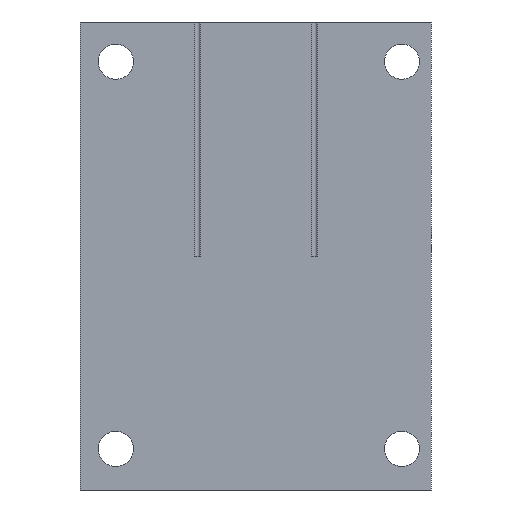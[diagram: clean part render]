
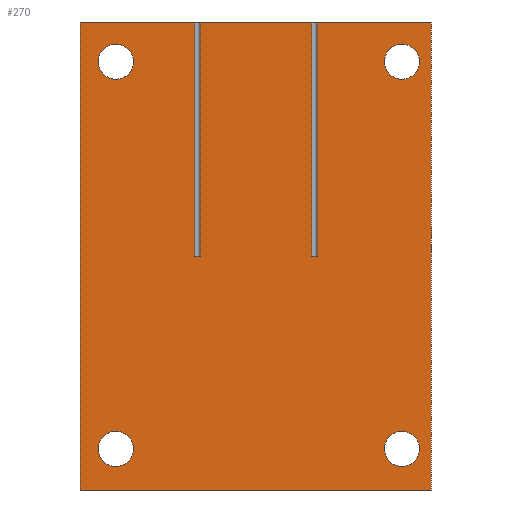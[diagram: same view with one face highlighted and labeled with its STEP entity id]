
A CAD part, front view. The second image highlights one B-rep face of the part: STEP entity #270.
In plain terms, the highlighted planar face has unit normal (0, -1, 0).
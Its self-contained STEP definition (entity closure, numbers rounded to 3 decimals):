
#20=LINE('',#402,#40);
#24=LINE('',#411,#44);
#27=LINE('',#417,#47);
#30=LINE('',#423,#50);
#32=LINE('',#426,#52);
#33=LINE('',#430,#53);
#34=LINE('',#434,#54);
#35=LINE('',#439,#55);
#36=LINE('',#440,#56);
#37=LINE('',#442,#57);
#38=LINE('',#447,#58);
#39=LINE('',#448,#59);
#40=VECTOR('',#333,1000.);
#44=VECTOR('',#339,1000.);
#47=VECTOR('',#344,1000.);
#50=VECTOR('',#349,1000.);
#52=VECTOR('',#351,1000.);
#53=VECTOR('',#354,1000.);
#54=VECTOR('',#359,1000.);
#55=VECTOR('',#364,1000.);
#56=VECTOR('',#365,1000.);
#57=VECTOR('',#368,1000.);
#58=VECTOR('',#373,1000.);
#59=VECTOR('',#374,1000.);
#67=PLANE('',#308);
#114=ORIENTED_EDGE('',*,*,#132,.T.);
#115=ORIENTED_EDGE('',*,*,#134,.T.);
#116=ORIENTED_EDGE('',*,*,#136,.T.);
#117=ORIENTED_EDGE('',*,*,#163,.T.);
#118=ORIENTED_EDGE('',*,*,#156,.T.);
#119=ORIENTED_EDGE('',*,*,#150,.T.);
#120=ORIENTED_EDGE('',*,*,#145,.T.);
#121=ORIENTED_EDGE('',*,*,#138,.T.);
#122=ORIENTED_EDGE('',*,*,#142,.T.);
#123=ORIENTED_EDGE('',*,*,#148,.T.);
#124=ORIENTED_EDGE('',*,*,#161,.T.);
#125=ORIENTED_EDGE('',*,*,#158,.T.);
#126=ORIENTED_EDGE('',*,*,#160,.T.);
#127=ORIENTED_EDGE('',*,*,#152,.T.);
#128=ORIENTED_EDGE('',*,*,#157,.T.);
#129=ORIENTED_EDGE('',*,*,#154,.T.);
#132=EDGE_CURVE('',#164,#164,#188,.T.);
#134=EDGE_CURVE('',#166,#166,#190,.T.);
#136=EDGE_CURVE('',#168,#168,#192,.T.);
#138=EDGE_CURVE('',#170,#171,#20,.T.);
#142=EDGE_CURVE('',#171,#174,#24,.T.);
#145=EDGE_CURVE('',#176,#170,#27,.T.);
#148=EDGE_CURVE('',#174,#178,#30,.T.);
#150=EDGE_CURVE('',#179,#176,#32,.T.);
#152=EDGE_CURVE('',#181,#180,#33,.T.);
#154=EDGE_CURVE('',#182,#183,#34,.T.);
#156=EDGE_CURVE('',#183,#179,#35,.F.);
#157=EDGE_CURVE('',#180,#182,#36,.T.);
#158=EDGE_CURVE('',#184,#185,#37,.T.);
#160=EDGE_CURVE('',#185,#181,#38,.F.);
#161=EDGE_CURVE('',#178,#184,#39,.T.);
#163=EDGE_CURVE('',#187,#187,#199,.T.);
#164=VERTEX_POINT('',#388);
#166=VERTEX_POINT('',#393);
#168=VERTEX_POINT('',#398);
#170=VERTEX_POINT('',#403);
#171=VERTEX_POINT('',#404);
#174=VERTEX_POINT('',#412);
#176=VERTEX_POINT('',#418);
#178=VERTEX_POINT('',#424);
#179=VERTEX_POINT('',#427);
#180=VERTEX_POINT('',#429);
#181=VERTEX_POINT('',#431);
#182=VERTEX_POINT('',#435);
#183=VERTEX_POINT('',#436);
#184=VERTEX_POINT('',#443);
#185=VERTEX_POINT('',#444);
#187=VERTEX_POINT('',#454);
#188=CIRCLE('',#286,1.5);
#190=CIRCLE('',#289,1.5);
#192=CIRCLE('',#292,1.5);
#199=CIRCLE('',#309,1.5);
#219=EDGE_LOOP('',(#114));
#220=EDGE_LOOP('',(#115));
#221=EDGE_LOOP('',(#116));
#222=EDGE_LOOP('',(#117));
#223=EDGE_LOOP('',(#118,#119,#120,#121,#122,#123,#124,#125,#126,#127,#128,
#129));
#245=FACE_BOUND('',#219,.T.);
#246=FACE_BOUND('',#220,.T.);
#247=FACE_BOUND('',#221,.T.);
#248=FACE_BOUND('',#222,.T.);
#249=FACE_BOUND('',#223,.T.);
#270=ADVANCED_FACE('',(#245,#246,#247,#248,#249),#67,.T.);
#286=AXIS2_PLACEMENT_3D('',#387,#315,#316);
#289=AXIS2_PLACEMENT_3D('',#392,#321,#322);
#292=AXIS2_PLACEMENT_3D('',#397,#327,#328);
#308=AXIS2_PLACEMENT_3D('',#452,#379,#380);
#309=AXIS2_PLACEMENT_3D('',#453,#381,#382);
#315=DIRECTION('',(0.,1.,0.));
#316=DIRECTION('',(0.,0.,-1.));
#321=DIRECTION('',(0.,1.,0.));
#322=DIRECTION('',(0.,0.,-1.));
#327=DIRECTION('',(0.,1.,0.));
#328=DIRECTION('',(0.,0.,-1.));
#333=DIRECTION('',(1.,0.,0.));
#339=DIRECTION('',(0.,0.,1.));
#344=DIRECTION('',(0.,0.,-1.));
#349=DIRECTION('',(-1.,0.,0.));
#351=DIRECTION('',(-1.,0.,0.));
#354=DIRECTION('',(-1.,0.,0.));
#359=DIRECTION('',(-1.,0.,0.));
#364=DIRECTION('',(0.,0.,-1.));
#365=DIRECTION('',(0.,0.,-1.));
#368=DIRECTION('',(-1.,0.,0.));
#373=DIRECTION('',(0.,0.,-1.));
#374=DIRECTION('',(0.,0.,-1.));
#379=DIRECTION('',(0.,-1.,0.));
#380=DIRECTION('',(0.,0.,-1.));
#381=DIRECTION('',(0.,1.,0.));
#382=DIRECTION('',(0.,0.,-1.));
#387=CARTESIAN_POINT('',(12.474,-3.,-16.483));
#388=CARTESIAN_POINT('',(12.474,-3.,-17.983));
#392=CARTESIAN_POINT('',(12.474,-3.,16.607));
#393=CARTESIAN_POINT('',(12.474,-3.,15.107));
#397=CARTESIAN_POINT('',(-11.982,-3.,-16.483));
#398=CARTESIAN_POINT('',(-11.982,-3.,-17.983));
#402=CARTESIAN_POINT('',(-15.,-3.,-20.));
#403=CARTESIAN_POINT('',(-15.,-3.,-20.));
#404=CARTESIAN_POINT('',(15.,-3.,-20.));
#411=CARTESIAN_POINT('',(15.,-3.,-20.));
#412=CARTESIAN_POINT('',(15.,-3.,20.));
#417=CARTESIAN_POINT('',(-15.,-3.,20.));
#418=CARTESIAN_POINT('',(-15.,-3.,20.));
#423=CARTESIAN_POINT('',(15.,-3.,20.));
#424=CARTESIAN_POINT('',(5.252,-3.,20.));
#426=CARTESIAN_POINT('',(15.,-3.,20.));
#427=CARTESIAN_POINT('',(-5.245,-3.,20.));
#429=CARTESIAN_POINT('',(-4.745,-3.,20.));
#430=CARTESIAN_POINT('',(15.,-3.,20.));
#431=CARTESIAN_POINT('',(4.752,-3.,20.));
#434=CARTESIAN_POINT('',(-4.995,-3.,0.));
#435=CARTESIAN_POINT('',(-4.745,-3.,0.));
#436=CARTESIAN_POINT('',(-5.245,-3.,0.));
#439=CARTESIAN_POINT('',(-5.245,-3.,20.));
#440=CARTESIAN_POINT('',(-4.745,-3.,20.));
#442=CARTESIAN_POINT('',(5.002,-3.,0.));
#443=CARTESIAN_POINT('',(5.252,-3.,0.));
#444=CARTESIAN_POINT('',(4.752,-3.,0.));
#447=CARTESIAN_POINT('',(4.752,-3.,20.));
#448=CARTESIAN_POINT('',(5.252,-3.,20.));
#452=CARTESIAN_POINT('',(0.,-3.,0.));
#453=CARTESIAN_POINT('',(-11.982,-3.,16.607));
#454=CARTESIAN_POINT('',(-11.982,-3.,15.107));
